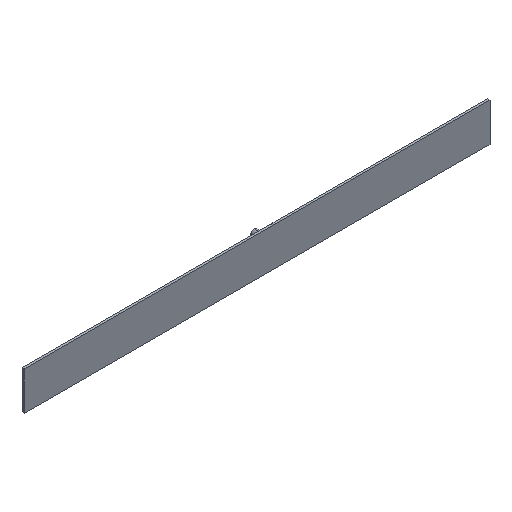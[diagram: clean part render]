
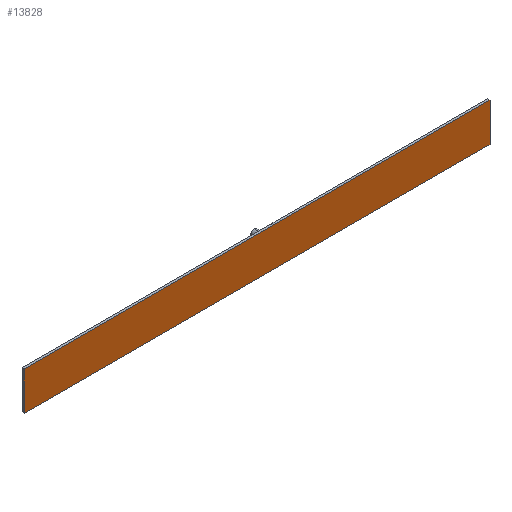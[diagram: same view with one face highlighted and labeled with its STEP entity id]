
A CAD part, isometric view. The second image highlights one B-rep face of the part: STEP entity #13828.
In plain terms, the highlighted planar face has unit normal (0, -1, 0).
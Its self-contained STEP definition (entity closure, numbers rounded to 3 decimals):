
#1258 = FACE_OUTER_BOUND ( 'NONE', #1903, .T. ) ;
#1437 = CARTESIAN_POINT ( 'NONE',  ( 77.5, -0.4, -6.4 ) ) ;
#1508 = CARTESIAN_POINT ( 'NONE',  ( -77.5, -0.4, 6.4 ) ) ;
#1852 = VERTEX_POINT ( 'NONE', #8052 ) ;
#1903 = EDGE_LOOP ( 'NONE', ( #7521, #2609, #11807, #10633 ) ) ;
#2554 = DIRECTION ( 'NONE',  ( 0., 0., -1. ) ) ;
#2609 = ORIENTED_EDGE ( 'NONE', *, *, #12850, .F. ) ;
#2990 = VERTEX_POINT ( 'NONE', #13097 ) ;
#3561 = DIRECTION ( 'NONE',  ( 0., 0., 1. ) ) ;
#5381 = LINE ( 'NONE', #12522, #5898 ) ;
#5451 = CARTESIAN_POINT ( 'NONE',  ( -77.5, -0.4, -6.4 ) ) ;
#5562 = EDGE_CURVE ( 'NONE', #7332, #1852, #13563, .T. ) ;
#5686 = LINE ( 'NONE', #6905, #11627 ) ;
#5801 = DIRECTION ( 'NONE',  ( 0., 0., -1. ) ) ;
#5898 = VECTOR ( 'NONE', #5801, 1000. ) ;
#6905 = CARTESIAN_POINT ( 'NONE',  ( -77.5, -0.4, -6.4 ) ) ;
#7273 = LINE ( 'NONE', #13160, #9749 ) ;
#7332 = VERTEX_POINT ( 'NONE', #5451 ) ;
#7521 = ORIENTED_EDGE ( 'NONE', *, *, #12602, .F. ) ;
#7988 = DIRECTION ( 'NONE',  ( 0., -1., 0. ) ) ;
#8052 = CARTESIAN_POINT ( 'NONE',  ( -77.5, -0.4, 6.4 ) ) ;
#9174 = EDGE_CURVE ( 'NONE', #11133, #7332, #5686, .T. ) ;
#9749 = VECTOR ( 'NONE', #13073, 1000. ) ;
#10266 = DIRECTION ( 'NONE',  ( -1., 0., 0. ) ) ;
#10633 = ORIENTED_EDGE ( 'NONE', *, *, #9174, .F. ) ;
#11133 = VERTEX_POINT ( 'NONE', #12809 ) ;
#11489 = AXIS2_PLACEMENT_3D ( 'NONE', #1437, #7988, #2554 ) ;
#11627 = VECTOR ( 'NONE', #10266, 1000. ) ;
#11674 = VECTOR ( 'NONE', #3561, 1000. ) ;
#11807 = ORIENTED_EDGE ( 'NONE', *, *, #5562, .F. ) ;
#12522 = CARTESIAN_POINT ( 'NONE',  ( 77.5, -0.4, 6.4 ) ) ;
#12602 = EDGE_CURVE ( 'NONE', #2990, #11133, #5381, .T. ) ;
#12809 = CARTESIAN_POINT ( 'NONE',  ( 77.5, -0.4, -6.4 ) ) ;
#12850 = EDGE_CURVE ( 'NONE', #1852, #2990, #7273, .T. ) ;
#13073 = DIRECTION ( 'NONE',  ( 1., 0., 0. ) ) ;
#13097 = CARTESIAN_POINT ( 'NONE',  ( 77.5, -0.4, 6.4 ) ) ;
#13160 = CARTESIAN_POINT ( 'NONE',  ( -77.5, -0.4, 6.4 ) ) ;
#13563 = LINE ( 'NONE', #1508, #11674 ) ;
#13681 = PLANE ( 'NONE',  #11489 ) ;
#13828 = ADVANCED_FACE ( 'NONE', ( #1258 ), #13681, .T. ) ;
